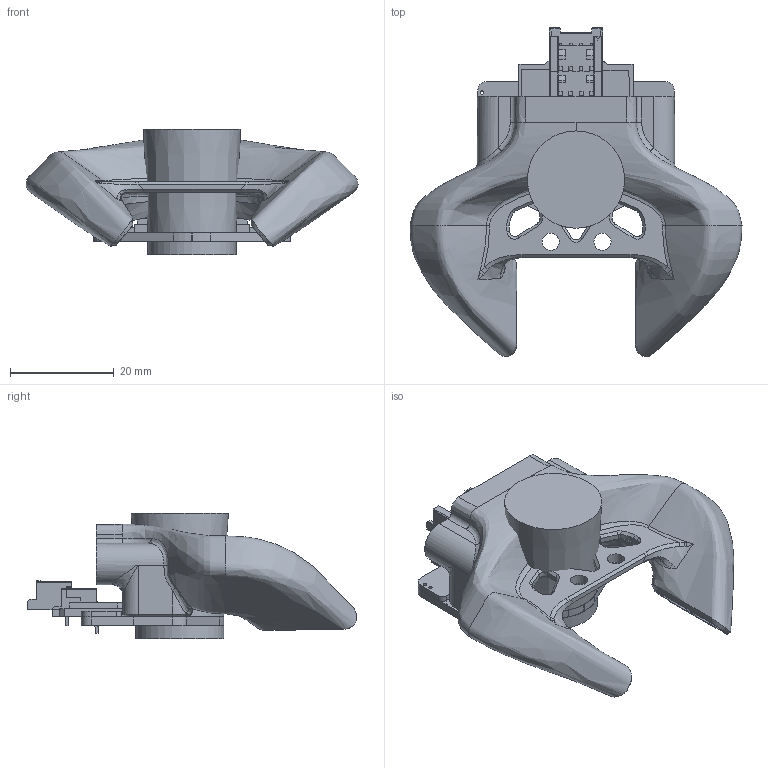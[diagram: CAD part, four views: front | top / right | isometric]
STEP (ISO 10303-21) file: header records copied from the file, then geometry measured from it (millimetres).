
FILE_DESCRIPTION(/* description */ ('','CAx-IF Rec.Pracs.---Representation and Presentation of Product Manufacturing Information (PMI)---4.0---2014-10-13'),/* implementation_level */ '2;1');
FILE_NAME(/* name */ 'Goliath short fan duct Beacon.step',/* time_stamp */ '2024-12-02T10:40:31-08:00',/* author */ (''),/* organization */ (''),/* preprocessor_version */ 'ST-DEVELOPER v20',/* originating_system */ 'Autodesk Translation Framework v13.20.0.188',/* authorisation */ '');
FILE_SCHEMA (('AP242_MANAGED_MODEL_BASED_3D_ENGINEERING_MIM_LF { 1 0 10303 442 1 1 4 }'));
Length unit declared in the file: millimetre
Products named in the file (6): Goliath short Duct Beacon; Beacon_RevD_Assm_Normal; Component1; Component8; Component10; Beacon_RevH_Assm_LowProfile
Assembly tree (5 placements, depth 3):
  Goliath short Duct Beacon
    Beacon_RevD_Assm_Normal
      Component1
      Component8
      Component10
    Beacon_RevH_Assm_LowProfile
Bounding box: 64.01 x 63.34 x 24.21 mm (x, y, z)
Volume: 17690.2 mm3; surface area: 18661.8 mm2
Topology: 13 solids, 13 shells, 792 faces, 2098 edges, 1343 vertices
Faces by surface type: plane 507, bspline 167, cylinder 99, cone 17, torus 2
Full cylindrical faces by diameter (mm): 0.65 x4, 0.9 x16, 1.02 x9, 3.3 x2, 3.4 x4, 4.4 x4, 17.003 x1
Entity records: 33629 total; most frequent: CARTESIAN_POINT 14603, ORIENTED_EDGE 4180, DIRECTION 3201, EDGE_CURVE 2090, LINE 1411, VECTOR 1411, VERTEX_POINT 1343, AXIS2_PLACEMENT_3D 895
